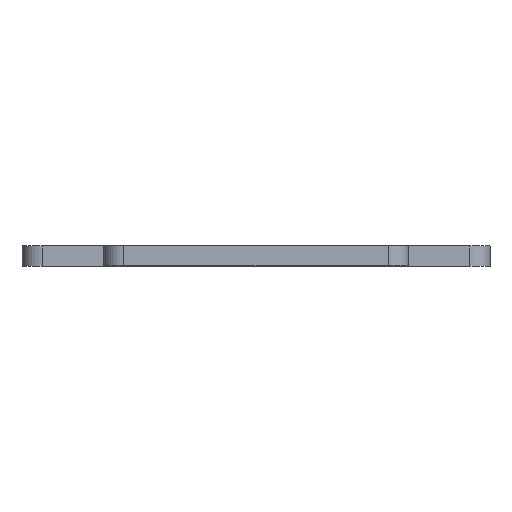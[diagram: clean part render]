
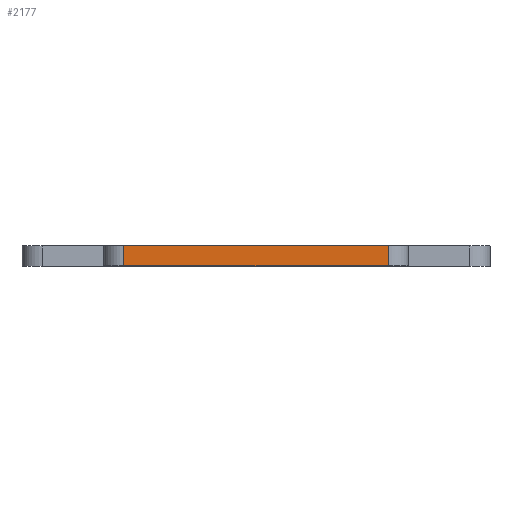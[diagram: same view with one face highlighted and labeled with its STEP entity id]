
A CAD part, top view. The second image highlights one B-rep face of the part: STEP entity #2177.
In plain terms, the highlighted planar face has unit normal (0, 0, 1).
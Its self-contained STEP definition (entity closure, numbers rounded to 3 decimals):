
#134 = CARTESIAN_POINT ( 'NONE',  ( -65., 0., 90. ) ) ;
#162 = ORIENTED_EDGE ( 'NONE', *, *, #1203, .T. ) ;
#269 = DIRECTION ( 'NONE',  ( 1., 0., 0. ) ) ;
#380 = LINE ( 'NONE', #2009, #1862 ) ;
#386 = VECTOR ( 'NONE', #1000, 1000. ) ;
#433 = VERTEX_POINT ( 'NONE', #134 ) ;
#589 = VERTEX_POINT ( 'NONE', #1088 ) ;
#714 = VERTEX_POINT ( 'NONE', #750 ) ;
#750 = CARTESIAN_POINT ( 'NONE',  ( 65., 0., 90. ) ) ;
#753 = LINE ( 'NONE', #2548, #2399 ) ;
#772 = EDGE_CURVE ( 'NONE', #589, #1964, #2195, .T. ) ;
#782 = EDGE_CURVE ( 'NONE', #589, #433, #380, .T. ) ;
#879 = AXIS2_PLACEMENT_3D ( 'NONE', #2142, #886, #2115 ) ;
#886 = DIRECTION ( 'NONE',  ( 0., 0., -1. ) ) ;
#1000 = DIRECTION ( 'NONE',  ( 1., 0., 0. ) ) ;
#1088 = CARTESIAN_POINT ( 'NONE',  ( -65., 10., 90. ) ) ;
#1203 = EDGE_CURVE ( 'NONE', #433, #714, #2121, .T. ) ;
#1562 = DIRECTION ( 'NONE',  ( 0., -1., 0. ) ) ;
#1573 = CARTESIAN_POINT ( 'NONE',  ( -65., 10., 90. ) ) ;
#1603 = CARTESIAN_POINT ( 'NONE',  ( 65., 10., 90. ) ) ;
#1786 = VECTOR ( 'NONE', #269, 1000. ) ;
#1814 = DIRECTION ( 'NONE',  ( 0., -1., 0. ) ) ;
#1858 = ORIENTED_EDGE ( 'NONE', *, *, #772, .F. ) ;
#1862 = VECTOR ( 'NONE', #1814, 1000. ) ;
#1890 = PLANE ( 'NONE',  #879 ) ;
#1964 = VERTEX_POINT ( 'NONE', #1603 ) ;
#2004 = ORIENTED_EDGE ( 'NONE', *, *, #2217, .F. ) ;
#2009 = CARTESIAN_POINT ( 'NONE',  ( -65., 10., 90. ) ) ;
#2115 = DIRECTION ( 'NONE',  ( -1., 0., 0. ) ) ;
#2121 = LINE ( 'NONE', #2488, #1786 ) ;
#2142 = CARTESIAN_POINT ( 'NONE',  ( -65., 10., 90. ) ) ;
#2177 = ADVANCED_FACE ( 'NONE', ( #2339 ), #1890, .F. ) ;
#2187 = EDGE_LOOP ( 'NONE', ( #162, #2004, #1858, #2351 ) ) ;
#2195 = LINE ( 'NONE', #1573, #386 ) ;
#2217 = EDGE_CURVE ( 'NONE', #1964, #714, #753, .T. ) ;
#2339 = FACE_OUTER_BOUND ( 'NONE', #2187, .T. ) ;
#2351 = ORIENTED_EDGE ( 'NONE', *, *, #782, .T. ) ;
#2399 = VECTOR ( 'NONE', #1562, 1000. ) ;
#2488 = CARTESIAN_POINT ( 'NONE',  ( -65., 0., 90. ) ) ;
#2548 = CARTESIAN_POINT ( 'NONE',  ( 65., 10., 90. ) ) ;
